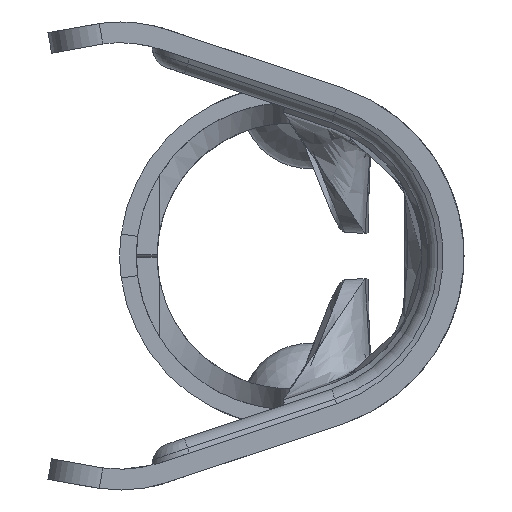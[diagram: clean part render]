
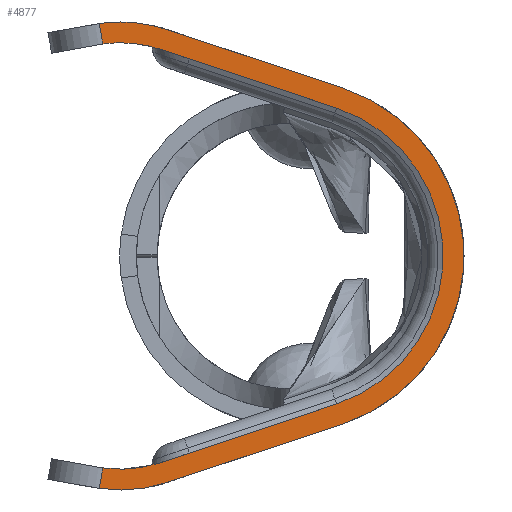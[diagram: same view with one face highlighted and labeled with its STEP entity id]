
A CAD part, left-side view. The second image highlights one B-rep face of the part: STEP entity #4877.
In plain terms, the highlighted planar face has unit normal (-1, 0, 0).
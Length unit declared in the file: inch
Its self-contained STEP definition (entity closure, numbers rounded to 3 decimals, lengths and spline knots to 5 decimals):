
#4 = EDGE_CURVE ( 'NONE', #4415, #13948, #9513, .T. ) ;
#51 = CARTESIAN_POINT ( 'NONE',  ( -2.035, -0.0513, -0.16126 ) ) ;
#189 = CARTESIAN_POINT ( 'NONE',  ( -2.035, 0.13885, 0.02443 ) ) ;
#291 = CARTESIAN_POINT ( 'NONE',  ( -2.035, -0.0513, -0.16126 ) ) ;
#356 = CARTESIAN_POINT ( 'NONE',  ( -2.035, 0.18327, 0.22345 ) ) ;
#475 = LINE ( 'NONE', #6226, #1157 ) ;
#743 = CARTESIAN_POINT ( 'NONE',  ( -2.035, -0.0513, 0.16126 ) ) ;
#956 = EDGE_CURVE ( 'NONE', #7042, #3714, #475, .T. ) ;
#1034 = DIRECTION ( 'NONE',  ( 0., -0.949, 0.316 ) ) ;
#1157 = VECTOR ( 'NONE', #12004, 39.37008 ) ;
#1258 = ORIENTED_EDGE ( 'NONE', *, *, #11095, .F. ) ;
#1514 = LINE ( 'NONE', #7257, #16951 ) ;
#1618 = VERTEX_POINT ( 'NONE', #15366 ) ;
#1997 = DIRECTION ( 'NONE',  ( 0., 0., 1. ) ) ;
#2044 = DIRECTION ( 'NONE',  ( 0., 0., -1. ) ) ;
#2175 = VERTEX_POINT ( 'NONE', #11960 ) ;
#2330 = VERTEX_POINT ( 'NONE', #13884 ) ;
#2401 = ORIENTED_EDGE ( 'NONE', *, *, #6724, .F. ) ;
#2765 = EDGE_LOOP ( 'NONE', ( #1258, #15899, #7431, #4040, #4286, #5685, #9660, #16881, #12126, #3903, #13715, #12049, #2401, #12904 ) ) ;
#3074 = VECTOR ( 'NONE', #5941, 39.37008 ) ;
#3170 = DIRECTION ( 'NONE',  ( 0., 0., -1. ) ) ;
#3477 = PLANE ( 'NONE',  #8319 ) ;
#3714 = VERTEX_POINT ( 'NONE', #6713 ) ;
#3903 = ORIENTED_EDGE ( 'NONE', *, *, #12534, .F. ) ;
#4040 = ORIENTED_EDGE ( 'NONE', *, *, #4, .F. ) ;
#4249 = CARTESIAN_POINT ( 'NONE',  ( -2.035, 0.1625, 0.085 ) ) ;
#4286 = ORIENTED_EDGE ( 'NONE', *, *, #15927, .F. ) ;
#4415 = VERTEX_POINT ( 'NONE', #11895 ) ;
#4671 = CARTESIAN_POINT ( 'NONE',  ( -2.035, 0.1625, 0.085 ) ) ;
#4731 = DIRECTION ( 'NONE',  ( -1., 0., 0. ) ) ;
#4741 = DIRECTION ( 'NONE',  ( 1., 0., 0. ) ) ;
#4821 = AXIS2_PLACEMENT_3D ( 'NONE', #4249, #9951, #15812 ) ;
#4877 = ADVANCED_FACE ( 'NONE', ( #16439 ), #3477, .F. ) ;
#4937 = CIRCLE ( 'NONE', #13098, 0.15 ) ;
#5243 = EDGE_CURVE ( 'NONE', #2330, #12300, #9585, .T. ) ;
#5312 = CIRCLE ( 'NONE', #9444, 0.14 ) ;
#5685 = ORIENTED_EDGE ( 'NONE', *, *, #7332, .F. ) ;
#5941 = DIRECTION ( 'NONE',  ( 0., 0.176, -0.984 ) ) ;
#6040 = DIRECTION ( 'NONE',  ( 0., 0.949, -0.316 ) ) ;
#6226 = CARTESIAN_POINT ( 'NONE',  ( -2.035, 0.13885, -0.02443 ) ) ;
#6498 = DIRECTION ( 'NONE',  ( 0., -0.949, -0.316 ) ) ;
#6509 = CARTESIAN_POINT ( 'NONE',  ( -2.035, 0.0025, 0. ) ) ;
#6553 = EDGE_CURVE ( 'NONE', #11871, #2330, #8494, .T. ) ;
#6608 = CARTESIAN_POINT ( 'NONE',  ( -2.035, 0.1625, -0.085 ) ) ;
#6708 = CARTESIAN_POINT ( 'NONE',  ( -2.035, 0.1625, 0.225 ) ) ;
#6713 = CARTESIAN_POINT ( 'NONE',  ( -2.035, 0.17974, 0.20375 ) ) ;
#6724 = EDGE_CURVE ( 'NONE', #18187, #9582, #13728, .T. ) ;
#7042 = VERTEX_POINT ( 'NONE', #356 ) ;
#7236 = EDGE_CURVE ( 'NONE', #10493, #18187, #17889, .T. ) ;
#7257 = CARTESIAN_POINT ( 'NONE',  ( -2.035, -0.04497, 0.14229 ) ) ;
#7294 = EDGE_CURVE ( 'NONE', #13948, #3714, #15905, .T. ) ;
#7323 = AXIS2_PLACEMENT_3D ( 'NONE', #17665, #4741, #10455 ) ;
#7332 = EDGE_CURVE ( 'NONE', #12300, #2175, #4937, .T. ) ;
#7431 = ORIENTED_EDGE ( 'NONE', *, *, #7294, .F. ) ;
#7518 = CARTESIAN_POINT ( 'NONE',  ( -2.035, 0.17974, -0.20375 ) ) ;
#7968 = AXIS2_PLACEMENT_3D ( 'NONE', #10298, #16142, #3170 ) ;
#8319 = AXIS2_PLACEMENT_3D ( 'NONE', #9158, #15053, #2044 ) ;
#8334 = VECTOR ( 'NONE', #6040, 39.37008 ) ;
#8494 = CIRCLE ( 'NONE', #10950, 0.12 ) ;
#9110 = CARTESIAN_POINT ( 'NONE',  ( -2.035, 0.1625, 0.085 ) ) ;
#9158 = CARTESIAN_POINT ( 'NONE',  ( -2.035, 0.0025, 0. ) ) ;
#9444 = AXIS2_PLACEMENT_3D ( 'NONE', #4671, #10384, #16226 ) ;
#9513 = CIRCLE ( 'NONE', #4821, 0.12 ) ;
#9582 = VERTEX_POINT ( 'NONE', #11322 ) ;
#9585 = LINE ( 'NONE', #14023, #16848 ) ;
#9660 = ORIENTED_EDGE ( 'NONE', *, *, #5243, .F. ) ;
#9951 = DIRECTION ( 'NONE',  ( -1., 0., 0. ) ) ;
#10174 = CARTESIAN_POINT ( 'NONE',  ( -2.035, 0.1625, 0.205 ) ) ;
#10298 = CARTESIAN_POINT ( 'NONE',  ( -2.035, 0.0025, 0. ) ) ;
#10384 = DIRECTION ( 'NONE',  ( 1., 0., 0. ) ) ;
#10395 = CIRCLE ( 'NONE', #7968, 0.17 ) ;
#10443 = DIRECTION ( 'NONE',  ( 0., 0., -1. ) ) ;
#10455 = DIRECTION ( 'NONE',  ( 0., 0., 1. ) ) ;
#10493 = VERTEX_POINT ( 'NONE', #6708 ) ;
#10950 = AXIS2_PLACEMENT_3D ( 'NONE', #17654, #4731, #10443 ) ;
#10997 = VECTOR ( 'NONE', #6498, 39.37008 ) ;
#11095 = EDGE_CURVE ( 'NONE', #7042, #10493, #5312, .T. ) ;
#11322 = CARTESIAN_POINT ( 'NONE',  ( -2.035, -0.0513, 0.16126 ) ) ;
#11871 = VERTEX_POINT ( 'NONE', #7518 ) ;
#11895 = CARTESIAN_POINT ( 'NONE',  ( -2.035, 0.12453, 0.19883 ) ) ;
#11960 = CARTESIAN_POINT ( 'NONE',  ( -2.035, -0.04497, 0.14229 ) ) ;
#12004 = DIRECTION ( 'NONE',  ( 0., -0.176, -0.984 ) ) ;
#12049 = ORIENTED_EDGE ( 'NONE', *, *, #12453, .F. ) ;
#12126 = ORIENTED_EDGE ( 'NONE', *, *, #16010, .T. ) ;
#12250 = AXIS2_PLACEMENT_3D ( 'NONE', #6608, #12395, #18131 ) ;
#12293 = DIRECTION ( 'NONE',  ( -1., 0., 0. ) ) ;
#12300 = VERTEX_POINT ( 'NONE', #12716 ) ;
#12395 = DIRECTION ( 'NONE',  ( 1., 0., 0. ) ) ;
#12453 = EDGE_CURVE ( 'NONE', #9582, #15304, #10395, .T. ) ;
#12534 = EDGE_CURVE ( 'NONE', #1618, #17881, #14715, .T. ) ;
#12716 = CARTESIAN_POINT ( 'NONE',  ( -2.035, -0.04497, -0.14229 ) ) ;
#12750 = CARTESIAN_POINT ( 'NONE',  ( -2.035, 0.18327, -0.22345 ) ) ;
#12904 = ORIENTED_EDGE ( 'NONE', *, *, #7236, .F. ) ;
#13062 = DIRECTION ( 'NONE',  ( 0., 0.949, 0.316 ) ) ;
#13098 = AXIS2_PLACEMENT_3D ( 'NONE', #6509, #12293, #18025 ) ;
#13152 = LINE ( 'NONE', #189, #3074 ) ;
#13255 = LINE ( 'NONE', #291, #8334 ) ;
#13715 = ORIENTED_EDGE ( 'NONE', *, *, #17417, .F. ) ;
#13728 = LINE ( 'NONE', #743, #10997 ) ;
#13884 = CARTESIAN_POINT ( 'NONE',  ( -2.035, 0.12453, -0.19883 ) ) ;
#13948 = VERTEX_POINT ( 'NONE', #10174 ) ;
#14023 = CARTESIAN_POINT ( 'NONE',  ( -2.035, -0.04497, -0.14229 ) ) ;
#14715 = CIRCLE ( 'NONE', #12250, 0.14 ) ;
#15002 = DIRECTION ( 'NONE',  ( -1., 0., 0. ) ) ;
#15053 = DIRECTION ( 'NONE',  ( 1., 0., 0. ) ) ;
#15304 = VERTEX_POINT ( 'NONE', #51 ) ;
#15366 = CARTESIAN_POINT ( 'NONE',  ( -2.035, 0.1182, -0.21781 ) ) ;
#15812 = DIRECTION ( 'NONE',  ( 0., 0., 1. ) ) ;
#15899 = ORIENTED_EDGE ( 'NONE', *, *, #956, .T. ) ;
#15905 = CIRCLE ( 'NONE', #16822, 0.12 ) ;
#15927 = EDGE_CURVE ( 'NONE', #2175, #4415, #1514, .T. ) ;
#16010 = EDGE_CURVE ( 'NONE', #11871, #17881, #13152, .T. ) ;
#16142 = DIRECTION ( 'NONE',  ( 1., 0., 0. ) ) ;
#16226 = DIRECTION ( 'NONE',  ( 0., 0., 1. ) ) ;
#16439 = FACE_OUTER_BOUND ( 'NONE', #2765, .T. ) ;
#16822 = AXIS2_PLACEMENT_3D ( 'NONE', #9110, #15002, #1997 ) ;
#16848 = VECTOR ( 'NONE', #1034, 39.37008 ) ;
#16881 = ORIENTED_EDGE ( 'NONE', *, *, #6553, .F. ) ;
#16951 = VECTOR ( 'NONE', #13062, 39.37008 ) ;
#17417 = EDGE_CURVE ( 'NONE', #15304, #1618, #13255, .T. ) ;
#17654 = CARTESIAN_POINT ( 'NONE',  ( -2.035, 0.1625, -0.085 ) ) ;
#17665 = CARTESIAN_POINT ( 'NONE',  ( -2.035, 0.1625, 0.085 ) ) ;
#17881 = VERTEX_POINT ( 'NONE', #12750 ) ;
#17889 = CIRCLE ( 'NONE', #7323, 0.14 ) ;
#18025 = DIRECTION ( 'NONE',  ( 0., 0., -1. ) ) ;
#18131 = DIRECTION ( 'NONE',  ( 0., 0., -1. ) ) ;
#18179 = CARTESIAN_POINT ( 'NONE',  ( -2.035, 0.1182, 0.21781 ) ) ;
#18187 = VERTEX_POINT ( 'NONE', #18179 ) ;
